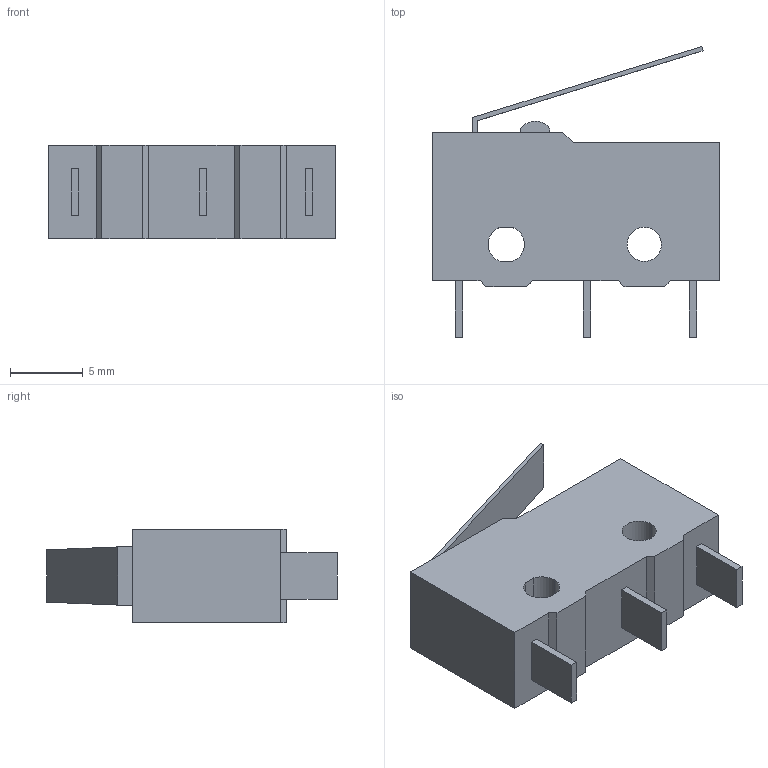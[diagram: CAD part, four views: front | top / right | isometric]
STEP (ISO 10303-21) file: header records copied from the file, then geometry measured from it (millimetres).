
FILE_DESCRIPTION (( 'STEP AP203' ), '1' );
FILE_NAME ('SS_01GL_E.step', '2011-02-19T19:12:24', ( 'OSMC1.0 ' ), ( ' ' ), 'SwSTEP 2.0', 'SolidWorks 2002025', '' );
FILE_SCHEMA (( 'CONFIG_CONTROL_DESIGN' ));
Length unit declared in the file: millimetre
Products named in the file (3): SS_01GL_E; SS_01GL_E_ACTUATOR; SS_01GL_E_BASE
Assembly tree (2 placements, depth 2):
  SS_01GL_E
    SS_01GL_E_BASE
    SS_01GL_E_ACTUATOR
Bounding box: 19.8 x 20 x 6.4 mm (x, y, z)
Volume: 1245.9 mm3; surface area: 1095 mm2
Topology: 2 solids, 2 shells, 51 faces, 129 edges, 86 vertices
Faces by surface type: plane 45, cylinder 6
Entity records: 1828 total; most frequent: CARTESIAN_POINT 271, ORIENTED_EDGE 258, DIRECTION 253, EDGE_CURVE 129, LINE 117, VECTOR 117, VERTEX_POINT 86, AXIS2_PLACEMENT_3D 68
